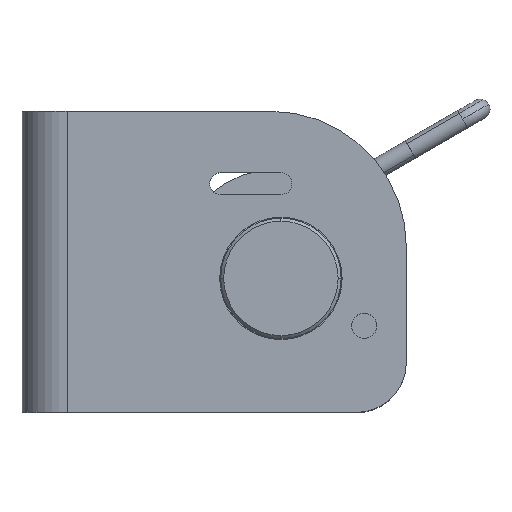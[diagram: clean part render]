
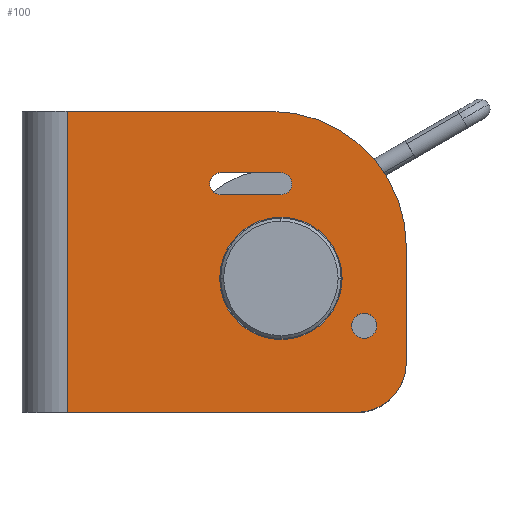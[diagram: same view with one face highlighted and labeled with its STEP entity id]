
A CAD part, top view. The second image highlights one B-rep face of the part: STEP entity #100.
In plain terms, the highlighted planar face has unit normal (0, 0, 1).
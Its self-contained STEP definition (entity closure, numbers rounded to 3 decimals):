
#100=ADVANCED_FACE('',(#332,#333,#334,#335),#336,.T.);
#332=FACE_OUTER_BOUND('',#805,.T.);
#333=FACE_BOUND('',#806,.T.);
#334=FACE_BOUND('',#807,.T.);
#335=FACE_BOUND('',#808,.T.);
#336=PLANE('',#809);
#805=EDGE_LOOP('',(#1316,#1317,#1318,#1319,#1320,#1321));
#806=EDGE_LOOP('',(#1322,#1323,#1324,#1325,#1326,#1327));
#807=EDGE_LOOP('',(#1328,#1329));
#808=EDGE_LOOP('',(#1330,#1331));
#809=AXIS2_PLACEMENT_3D('',#1332,#1333,#1334);
#1316=ORIENTED_EDGE('',*,*,#3164,.F.);
#1317=ORIENTED_EDGE('',*,*,#3165,.T.);
#1318=ORIENTED_EDGE('',*,*,#3149,.T.);
#1319=ORIENTED_EDGE('',*,*,#3163,.T.);
#1320=ORIENTED_EDGE('',*,*,#3166,.T.);
#1321=ORIENTED_EDGE('',*,*,#3167,.T.);
#1322=ORIENTED_EDGE('',*,*,#3168,.F.);
#1323=ORIENTED_EDGE('',*,*,#3169,.F.);
#1324=ORIENTED_EDGE('',*,*,#3170,.F.);
#1325=ORIENTED_EDGE('',*,*,#3144,.F.);
#1326=ORIENTED_EDGE('',*,*,#3171,.F.);
#1327=ORIENTED_EDGE('',*,*,#3134,.F.);
#1328=ORIENTED_EDGE('',*,*,#3172,.F.);
#1329=ORIENTED_EDGE('',*,*,#3173,.F.);
#1330=ORIENTED_EDGE('',*,*,#3174,.T.);
#1331=ORIENTED_EDGE('',*,*,#3175,.T.);
#1332=CARTESIAN_POINT('',(0.0,-15.0,11.0));
#1333=DIRECTION('',(0.0,0.0,1.0));
#1334=DIRECTION('',(1.0,-0.0,0.0));
#3134=EDGE_CURVE('',#3729,#3732,#3733,.T.);
#3144=EDGE_CURVE('',#3750,#3746,#3752,.T.);
#3149=EDGE_CURVE('',#3761,#3762,#3763,.T.);
#3163=EDGE_CURVE('',#3762,#3787,#3789,.T.);
#3164=EDGE_CURVE('',#3790,#3791,#3792,.T.);
#3165=EDGE_CURVE('',#3790,#3761,#3793,.T.);
#3166=EDGE_CURVE('',#3787,#3794,#3795,.T.);
#3167=EDGE_CURVE('',#3794,#3791,#3796,.T.);
#3168=EDGE_CURVE('',#3797,#3729,#3798,.T.);
#3169=EDGE_CURVE('',#3799,#3797,#3800,.T.);
#3170=EDGE_CURVE('',#3746,#3799,#3801,.T.);
#3171=EDGE_CURVE('',#3732,#3750,#3802,.T.);
#3172=EDGE_CURVE('',#3803,#3804,#3805,.T.);
#3173=EDGE_CURVE('',#3804,#3803,#3806,.T.);
#3174=EDGE_CURVE('',#3807,#3808,#3809,.T.);
#3175=EDGE_CURVE('',#3808,#3807,#3810,.T.);
#3729=VERTEX_POINT('',#4711);
#3732=VERTEX_POINT('',#4715);
#3733=CIRCLE('',#4716,1.1);
#3746=VERTEX_POINT('',#4732);
#3750=VERTEX_POINT('',#4737);
#3752=CIRCLE('',#4740,1.1);
#3761=VERTEX_POINT('',#4751);
#3762=VERTEX_POINT('',#4752);
#3763=LINE('',#4753,#4754);
#3787=VERTEX_POINT('',#4785);
#3789=CIRCLE('',#4788,5.0);
#3790=VERTEX_POINT('',#4789);
#3791=VERTEX_POINT('',#4790);
#3792=LINE('',#4791,#4792);
#3793=LINE('',#4793,#4794);
#3794=VERTEX_POINT('',#4795);
#3795=LINE('',#4796,#4797);
#3796=CIRCLE('',#4798,13.5);
#3797=VERTEX_POINT('',#4799);
#3798=CIRCLE('',#4800,1.1);
#3799=VERTEX_POINT('',#4801);
#3800=LINE('',#4802,#4803);
#3801=CIRCLE('',#4804,1.1);
#3802=LINE('',#4805,#4806);
#3803=VERTEX_POINT('',#4807);
#3804=VERTEX_POINT('',#4808);
#3805=CIRCLE('',#4809,6.1);
#3806=CIRCLE('',#4810,6.1);
#3807=VERTEX_POINT('',#4811);
#3808=VERTEX_POINT('',#4812);
#3809=CIRCLE('',#4813,1.25);
#3810=CIRCLE('',#4814,1.25);
#4711=CARTESIAN_POINT('',(26.9,7.8,11.0));
#4715=CARTESIAN_POINT('',(25.8,8.9,11.0));
#4716=AXIS2_PLACEMENT_3D('',#6272,#6273,#6274);
#4732=CARTESIAN_POINT('',(18.7,7.8,11.0));
#4737=CARTESIAN_POINT('',(19.8,8.9,11.0));
#4740=AXIS2_PLACEMENT_3D('',#6292,#6293,#6294);
#4751=CARTESIAN_POINT('',(4.5,-15.0,11.0));
#4752=CARTESIAN_POINT('',(33.3,-15.0,11.0));
#4753=CARTESIAN_POINT('',(4.5,-15.0,11.0));
#4754=VECTOR('',#6303,28.8);
#4785=CARTESIAN_POINT('',(38.3,-10.0,11.0));
#4788=AXIS2_PLACEMENT_3D('',#6327,#6328,#6329);
#4789=CARTESIAN_POINT('',(4.5,15.0,11.0));
#4790=CARTESIAN_POINT('',(24.8,15.0,11.0));
#4791=CARTESIAN_POINT('',(4.5,15.0,11.0));
#4792=VECTOR('',#6330,20.3);
#4793=CARTESIAN_POINT('',(4.5,15.0,11.0));
#4794=VECTOR('',#6331,30.0);
#4795=CARTESIAN_POINT('',(38.3,1.5,11.0));
#4796=CARTESIAN_POINT('',(38.3,-10.0,11.0));
#4797=VECTOR('',#6332,11.5);
#4798=AXIS2_PLACEMENT_3D('',#6333,#6334,#6335);
#4799=CARTESIAN_POINT('',(25.8,6.7,11.0));
#4800=AXIS2_PLACEMENT_3D('',#6336,#6337,#6338);
#4801=CARTESIAN_POINT('',(19.8,6.7,11.0));
#4802=CARTESIAN_POINT('',(19.8,6.7,11.0));
#4803=VECTOR('',#6339,6.0);
#4804=AXIS2_PLACEMENT_3D('',#6340,#6341,#6342);
#4805=CARTESIAN_POINT('',(25.8,8.9,11.0));
#4806=VECTOR('',#6343,6.0);
#4807=CARTESIAN_POINT('',(19.7,-1.65,11.0));
#4808=CARTESIAN_POINT('',(31.9,-1.65,11.0));
#4809=AXIS2_PLACEMENT_3D('',#6344,#6345,#6346);
#4810=AXIS2_PLACEMENT_3D('',#6347,#6348,#6349);
#4811=CARTESIAN_POINT('',(35.35,-6.375,11.0));
#4812=CARTESIAN_POINT('',(32.85,-6.375,11.0));
#4813=AXIS2_PLACEMENT_3D('',#6350,#6351,#6352);
#4814=AXIS2_PLACEMENT_3D('',#6353,#6354,#6355);
#6272=CARTESIAN_POINT('',(25.8,7.8,11.0));
#6273=DIRECTION('',(0.0,0.0,1.0));
#6274=DIRECTION('',(0.0,-1.0,0.0));
#6292=CARTESIAN_POINT('',(19.8,7.8,11.0));
#6293=DIRECTION('',(0.0,-0.0,1.0));
#6294=DIRECTION('',(0.0,1.0,0.0));
#6303=DIRECTION('',(1.0,0.0,0.0));
#6327=CARTESIAN_POINT('',(33.3,-10.0,11.0));
#6328=DIRECTION('',(0.0,0.0,1.0));
#6329=DIRECTION('',(0.0,-1.0,0.0));
#6330=DIRECTION('',(1.0,0.0,0.0));
#6331=DIRECTION('',(0.0,-1.0,0.0));
#6332=DIRECTION('',(0.0,1.0,0.0));
#6333=CARTESIAN_POINT('',(24.8,1.5,11.0));
#6334=DIRECTION('',(0.0,0.0,1.0));
#6335=DIRECTION('',(1.0,0.0,0.0));
#6336=CARTESIAN_POINT('',(25.8,7.8,11.0));
#6337=DIRECTION('',(0.0,0.0,1.0));
#6338=DIRECTION('',(0.0,-1.0,0.0));
#6339=DIRECTION('',(1.0,0.0,0.0));
#6340=CARTESIAN_POINT('',(19.8,7.8,11.0));
#6341=DIRECTION('',(0.0,-0.0,1.0));
#6342=DIRECTION('',(0.0,1.0,0.0));
#6343=DIRECTION('',(-1.0,0.0,0.0));
#6344=CARTESIAN_POINT('',(25.8,-1.65,11.0));
#6345=DIRECTION('',(0.0,0.0,1.0));
#6346=DIRECTION('',(-1.0,0.0,0.0));
#6347=CARTESIAN_POINT('',(25.8,-1.65,11.0));
#6348=DIRECTION('',(0.0,0.0,1.0));
#6349=DIRECTION('',(1.0,0.0,0.0));
#6350=CARTESIAN_POINT('',(34.1,-6.375,11.0));
#6351=DIRECTION('',(0.0,0.0,-1.0));
#6352=DIRECTION('',(1.0,0.0,0.0));
#6353=CARTESIAN_POINT('',(34.1,-6.375,11.0));
#6354=DIRECTION('',(0.0,0.0,-1.0));
#6355=DIRECTION('',(-1.0,0.0,0.0));
